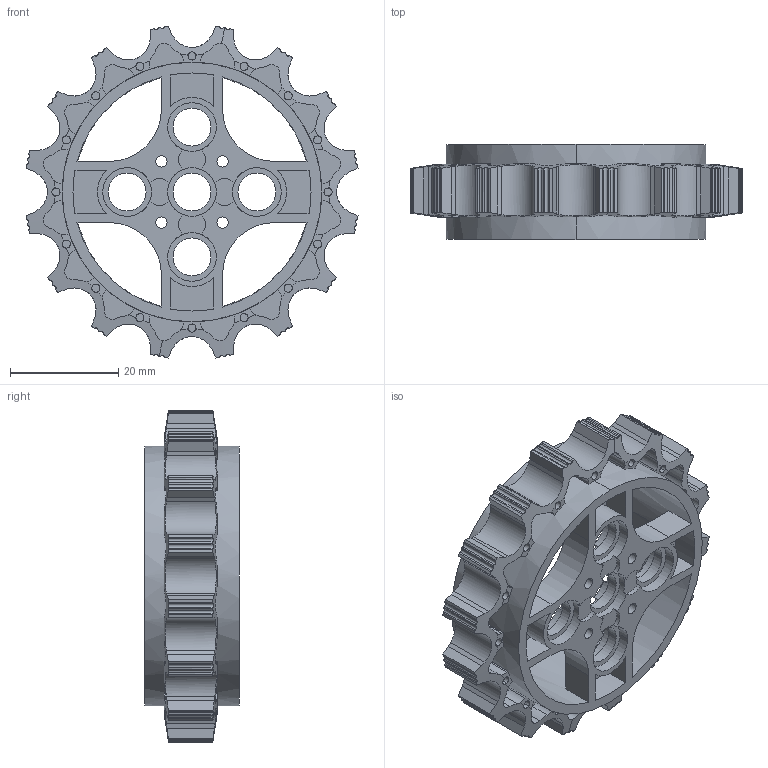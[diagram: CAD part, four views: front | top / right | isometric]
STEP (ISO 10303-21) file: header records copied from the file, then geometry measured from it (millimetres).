
FILE_DESCRIPTION((''),'2;1');
FILE_NAME('TB3_WHEEL-ISW-01','2017-10-18T',('M'),(''),'PRO/ENGINEER BY PARAMETRIC TECHNOLOGY CORPORATION, 2015440','PRO/ENGINEER BY PARAMETRIC TECHNOLOGY CORPORATION, 2015440','');
FILE_SCHEMA(('CONFIG_CONTROL_DESIGN'));
Length unit declared in the file: millimetre
Products named in the file (1): TB3_WHEEL-ISW-01
Bounding box: 61.37 x 17.5 x 61.37 mm (x, y, z)
Volume: 12434.7 mm3; surface area: 14365.1 mm2
Topology: 1 solids, 1 shells, 707 faces, 2128 edges, 1430 vertices
Faces by surface type: cylinder 456, plane 245, cone 6
Entity records: 26094 total; most frequent: CARTESIAN_POINT 7161, ORIENTED_EDGE 4256, DIRECTION 3748, EDGE_CURVE 2128, AXIS2_PLACEMENT_3D 1445, VERTEX_POINT 1430, VECTOR 858, LINE 858
